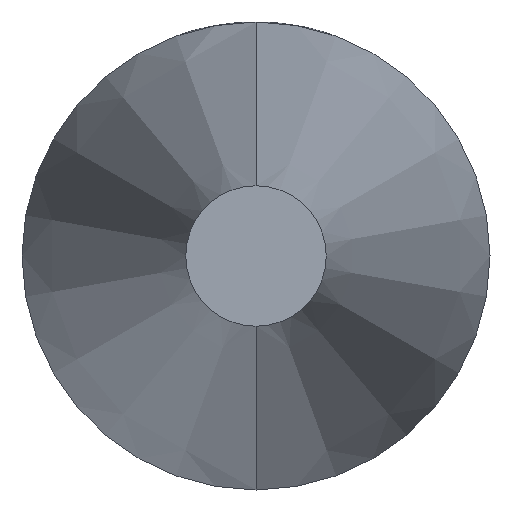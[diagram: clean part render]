
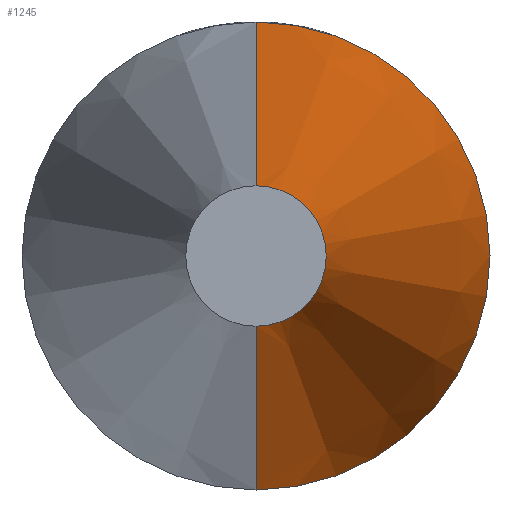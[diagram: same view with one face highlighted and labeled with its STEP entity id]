
A CAD part, front view. The second image highlights one B-rep face of the part: STEP entity #1245.
In plain terms, the highlighted conical face has half-angle 9.975 degrees and reference radius 1.5 mm.
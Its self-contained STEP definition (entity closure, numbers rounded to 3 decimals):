
#15 = CARTESIAN_POINT ( 'NONE',  ( 0., 0., -1.5 ) ) ;
#117 = EDGE_CURVE ( 'Defeature ausgef�hrt1_2+Defeature ausgef�hrt1_3+Defeature ausgef�hrt1_3+Defeature ausgef�hrt1_3', #1129, #824, #670, .T. ) ;
#188 = VECTOR ( 'NONE', #1673, 1000. ) ;
#234 = DIRECTION ( 'NONE',  ( 0., 1., 0. ) ) ;
#255 = DIRECTION ( 'NONE',  ( 0., 1., 0. ) ) ;
#283 = CARTESIAN_POINT ( 'NONE',  ( 0., 0., 0. ) ) ;
#498 = CONICAL_SURFACE ( 'NONE', #1691, 1.5, 0.174 ) ;
#536 = DIRECTION ( 'NONE',  ( 0., 0.985, 0.173 ) ) ;
#632 = VERTEX_POINT ( 'NONE', #2185 ) ;
#670 = CIRCLE ( 'NONE', #1404, 1.5 ) ;
#699 = ORIENTED_EDGE ( 'NONE', *, *, #2896, .F. ) ;
#824 = VERTEX_POINT ( 'NONE', #15 ) ;
#838 = EDGE_CURVE ( 'Defeature ausgef�hrt1_1+Defeature ausgef�hrt1_2+Defeature ausgef�hrt1_2+Defeature ausgef�hrt1_2', #2090, #632, #1721, .T. ) ;
#978 = VECTOR ( 'NONE', #536, 1000. ) ;
#1003 = CARTESIAN_POINT ( 'NONE',  ( 0., 0., 1.5 ) ) ;
#1023 = DIRECTION ( 'NONE',  ( 0., 0., 1. ) ) ;
#1129 = VERTEX_POINT ( 'NONE', #2401 ) ;
#1231 = CARTESIAN_POINT ( 'NONE',  ( 0., 19.9, 5. ) ) ;
#1245 = ADVANCED_FACE ( 'Defeature ausgef�hrt1_2', ( #2482 ), #498, .T. ) ;
#1281 = DIRECTION ( 'NONE',  ( 0., 1., 0. ) ) ;
#1404 = AXIS2_PLACEMENT_3D ( 'NONE', #283, #1281, #2275 ) ;
#1551 = EDGE_CURVE ( 'NONE', #824, #632, #2206, .T. ) ;
#1673 = DIRECTION ( 'NONE',  ( 0., 0.985, -0.173 ) ) ;
#1691 = AXIS2_PLACEMENT_3D ( 'NONE', #3204, #234, #1023 ) ;
#1721 = CIRCLE ( 'NONE', #2249, 5. ) ;
#1899 = ORIENTED_EDGE ( 'NONE', *, *, #117, .T. ) ;
#2090 = VERTEX_POINT ( 'NONE', #1231 ) ;
#2185 = CARTESIAN_POINT ( 'NONE',  ( 0., 19.9, -5. ) ) ;
#2206 = LINE ( 'NONE', #3212, #188 ) ;
#2233 = CARTESIAN_POINT ( 'NONE',  ( 0., 19.9, 0. ) ) ;
#2249 = AXIS2_PLACEMENT_3D ( 'NONE', #2233, #255, #2533 ) ;
#2275 = DIRECTION ( 'NONE',  ( 0., 0., 1. ) ) ;
#2401 = CARTESIAN_POINT ( 'NONE',  ( 0., 0., 1.5 ) ) ;
#2482 = FACE_OUTER_BOUND ( 'NONE', #2959, .T. ) ;
#2533 = DIRECTION ( 'NONE',  ( 0., 0., 1. ) ) ;
#2787 = LINE ( 'NONE', #1003, #978 ) ;
#2896 = EDGE_CURVE ( 'NONE', #1129, #2090, #2787, .T. ) ;
#2959 = EDGE_LOOP ( 'NONE', ( #1899, #3184, #3157, #699 ) ) ;
#3157 = ORIENTED_EDGE ( 'NONE', *, *, #838, .F. ) ;
#3184 = ORIENTED_EDGE ( 'NONE', *, *, #1551, .T. ) ;
#3204 = CARTESIAN_POINT ( 'NONE',  ( 0., 0., 0. ) ) ;
#3212 = CARTESIAN_POINT ( 'NONE',  ( 0., 0., -1.5 ) ) ;
